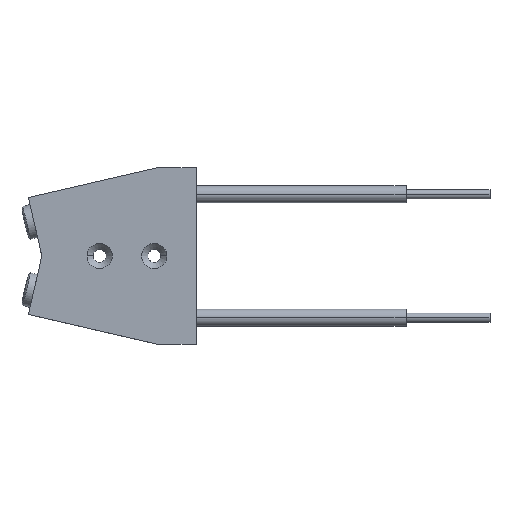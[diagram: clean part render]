
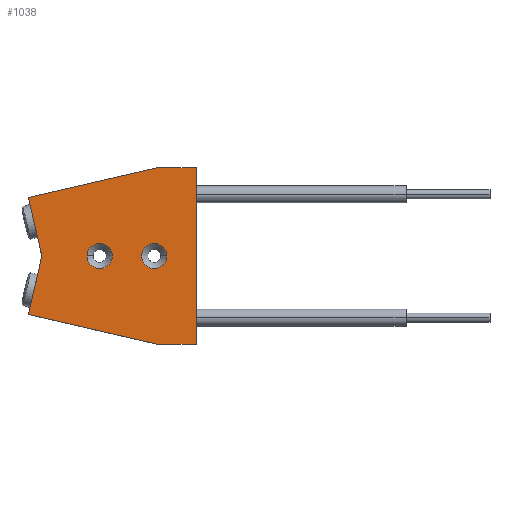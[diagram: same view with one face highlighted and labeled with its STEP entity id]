
A CAD part, top view. The second image highlights one B-rep face of the part: STEP entity #1038.
In plain terms, the highlighted planar face has unit normal (0, 0, 1).
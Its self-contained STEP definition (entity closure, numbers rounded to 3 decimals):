
#5 = CARTESIAN_POINT ( 'NONE',  ( 10.85, 20.987, 5. ) ) ;
#12 = CIRCLE ( 'NONE', #926, 3. ) ;
#18 = AXIS2_PLACEMENT_3D ( 'NONE', #891, #122, #37 ) ;
#37 = DIRECTION ( 'NONE',  ( 1., 0., 0. ) ) ;
#40 = CIRCLE ( 'NONE', #346, 3. ) ;
#41 = EDGE_CURVE ( 'NONE', #294, #544, #257, .T. ) ;
#42 = CARTESIAN_POINT ( 'NONE',  ( 20.25, 20.987, 5. ) ) ;
#44 = VECTOR ( 'NONE', #350, 1000. ) ;
#63 = CARTESIAN_POINT ( 'NONE',  ( 7.25, 0., 5. ) ) ;
#66 = EDGE_CURVE ( 'NONE', #575, #1027, #642, .T. ) ;
#68 = CARTESIAN_POINT ( 'NONE',  ( -19.733, 13.927, 5. ) ) ;
#78 = ORIENTED_EDGE ( 'NONE', *, *, #878, .T. ) ;
#107 = ORIENTED_EDGE ( 'NONE', *, *, #1062, .F. ) ;
#122 = DIRECTION ( 'NONE',  ( 0., 0., 1. ) ) ;
#124 = LINE ( 'NONE', #5, #451 ) ;
#128 = VECTOR ( 'NONE', #452, 1000. ) ;
#135 = VERTEX_POINT ( 'NONE', #1096 ) ;
#158 = CARTESIAN_POINT ( 'NONE',  ( -2.75, 0., 5. ) ) ;
#181 = LINE ( 'NONE', #789, #1146 ) ;
#184 = DIRECTION ( 'NONE',  ( 0., 0., 1. ) ) ;
#188 = VECTOR ( 'NONE', #815, 1000. ) ;
#195 = AXIS2_PLACEMENT_3D ( 'NONE', #372, #200, #293 ) ;
#200 = DIRECTION ( 'NONE',  ( 0., 0., -1. ) ) ;
#210 = LINE ( 'NONE', #68, #188 ) ;
#222 = CARTESIAN_POINT ( 'NONE',  ( -16.518, 0., 5. ) ) ;
#251 = CARTESIAN_POINT ( 'NONE',  ( 10.85, 20.987, 5. ) ) ;
#252 = CARTESIAN_POINT ( 'NONE',  ( -19.733, 13.927, 5. ) ) ;
#255 = DIRECTION ( 'NONE',  ( 1., 0., 0. ) ) ;
#257 = LINE ( 'NONE', #1113, #44 ) ;
#283 = FACE_OUTER_BOUND ( 'NONE', #772, .T. ) ;
#293 = DIRECTION ( 'NONE',  ( -1., 0., 0. ) ) ;
#294 = VERTEX_POINT ( 'NONE', #222 ) ;
#305 = EDGE_CURVE ( 'NONE', #1027, #135, #181, .T. ) ;
#306 = EDGE_CURVE ( 'NONE', #135, #951, #458, .T. ) ;
#308 = EDGE_CURVE ( 'NONE', #544, #575, #906, .T. ) ;
#346 = AXIS2_PLACEMENT_3D ( 'NONE', #158, #828, #255 ) ;
#350 = DIRECTION ( 'NONE',  ( -0.225, -0.974, 0. ) ) ;
#363 = EDGE_LOOP ( 'NONE', ( #1065, #1004 ) ) ;
#367 = VERTEX_POINT ( 'NONE', #1188 ) ;
#372 = CARTESIAN_POINT ( 'NONE',  ( 0., 0., 5. ) ) ;
#400 = VERTEX_POINT ( 'NONE', #1016 ) ;
#406 = CARTESIAN_POINT ( 'NONE',  ( -5.75, 0., 5. ) ) ;
#426 = VERTEX_POINT ( 'NONE', #252 ) ;
#430 = EDGE_CURVE ( 'NONE', #999, #400, #40, .T. ) ;
#440 = PLANE ( 'NONE',  #195 ) ;
#451 = VECTOR ( 'NONE', #651, 1000. ) ;
#452 = DIRECTION ( 'NONE',  ( 1., 0., 0. ) ) ;
#458 = LINE ( 'NONE', #42, #478 ) ;
#478 = VECTOR ( 'NONE', #493, 1000. ) ;
#493 = DIRECTION ( 'NONE',  ( -1., 0., 0. ) ) ;
#525 = DIRECTION ( 'NONE',  ( 0., 0., 1. ) ) ;
#544 = VERTEX_POINT ( 'NONE', #1030 ) ;
#545 = CARTESIAN_POINT ( 'NONE',  ( 10.85, -20.987, 5. ) ) ;
#562 = EDGE_CURVE ( 'NONE', #951, #426, #124, .T. ) ;
#575 = VERTEX_POINT ( 'NONE', #739 ) ;
#599 = ORIENTED_EDGE ( 'NONE', *, *, #41, .T. ) ;
#604 = EDGE_CURVE ( 'NONE', #400, #999, #1202, .T. ) ;
#605 = CARTESIAN_POINT ( 'NONE',  ( 20.25, -20.987, 5. ) ) ;
#619 = CARTESIAN_POINT ( 'NONE',  ( 10.25, 0., 5. ) ) ;
#642 = LINE ( 'NONE', #545, #128 ) ;
#651 = DIRECTION ( 'NONE',  ( -0.974, -0.225, 0. ) ) ;
#654 = VECTOR ( 'NONE', #974, 1000. ) ;
#688 = ORIENTED_EDGE ( 'NONE', *, *, #306, .T. ) ;
#691 = DIRECTION ( 'NONE',  ( 0., 1., 0. ) ) ;
#737 = EDGE_LOOP ( 'NONE', ( #748, #107 ) ) ;
#739 = CARTESIAN_POINT ( 'NONE',  ( 10.85, -20.987, 5. ) ) ;
#748 = ORIENTED_EDGE ( 'NONE', *, *, #866, .F. ) ;
#758 = CARTESIAN_POINT ( 'NONE',  ( -2.75, 0., 5. ) ) ;
#772 = EDGE_LOOP ( 'NONE', ( #1046, #1166, #688, #839, #78, #599, #1149 ) ) ;
#782 = FACE_BOUND ( 'NONE', #737, .T. ) ;
#789 = CARTESIAN_POINT ( 'NONE',  ( 20.25, -21., 5. ) ) ;
#815 = DIRECTION ( 'NONE',  ( 0.225, -0.974, 0. ) ) ;
#828 = DIRECTION ( 'NONE',  ( 0., 0., 1. ) ) ;
#839 = ORIENTED_EDGE ( 'NONE', *, *, #562, .T. ) ;
#849 = DIRECTION ( 'NONE',  ( 1., 0., 0. ) ) ;
#866 = EDGE_CURVE ( 'NONE', #367, #911, #12, .T. ) ;
#878 = EDGE_CURVE ( 'NONE', #426, #294, #210, .T. ) ;
#891 = CARTESIAN_POINT ( 'NONE',  ( 10.25, 0., 5. ) ) ;
#906 = LINE ( 'NONE', #1068, #654 ) ;
#911 = VERTEX_POINT ( 'NONE', #63 ) ;
#926 = AXIS2_PLACEMENT_3D ( 'NONE', #619, #525, #1180 ) ;
#951 = VERTEX_POINT ( 'NONE', #251 ) ;
#974 = DIRECTION ( 'NONE',  ( 0.974, -0.225, 0. ) ) ;
#999 = VERTEX_POINT ( 'NONE', #406 ) ;
#1003 = CIRCLE ( 'NONE', #18, 3. ) ;
#1004 = ORIENTED_EDGE ( 'NONE', *, *, #430, .F. ) ;
#1016 = CARTESIAN_POINT ( 'NONE',  ( 0.25, 0., 5. ) ) ;
#1027 = VERTEX_POINT ( 'NONE', #605 ) ;
#1030 = CARTESIAN_POINT ( 'NONE',  ( -19.733, -13.927, 5. ) ) ;
#1038 = ADVANCED_FACE ( 'NONE', ( #1041, #782, #283 ), #440, .F. ) ;
#1041 = FACE_BOUND ( 'NONE', #363, .T. ) ;
#1046 = ORIENTED_EDGE ( 'NONE', *, *, #66, .T. ) ;
#1062 = EDGE_CURVE ( 'NONE', #911, #367, #1003, .T. ) ;
#1065 = ORIENTED_EDGE ( 'NONE', *, *, #604, .F. ) ;
#1068 = CARTESIAN_POINT ( 'NONE',  ( -19.733, -13.927, 5. ) ) ;
#1096 = CARTESIAN_POINT ( 'NONE',  ( 20.25, 20.987, 5. ) ) ;
#1113 = CARTESIAN_POINT ( 'NONE',  ( -16.518, 0., 5. ) ) ;
#1129 = AXIS2_PLACEMENT_3D ( 'NONE', #758, #184, #849 ) ;
#1146 = VECTOR ( 'NONE', #691, 1000. ) ;
#1149 = ORIENTED_EDGE ( 'NONE', *, *, #308, .T. ) ;
#1166 = ORIENTED_EDGE ( 'NONE', *, *, #305, .T. ) ;
#1180 = DIRECTION ( 'NONE',  ( 1., 0., 0. ) ) ;
#1188 = CARTESIAN_POINT ( 'NONE',  ( 13.25, 0., 5. ) ) ;
#1202 = CIRCLE ( 'NONE', #1129, 3. ) ;
